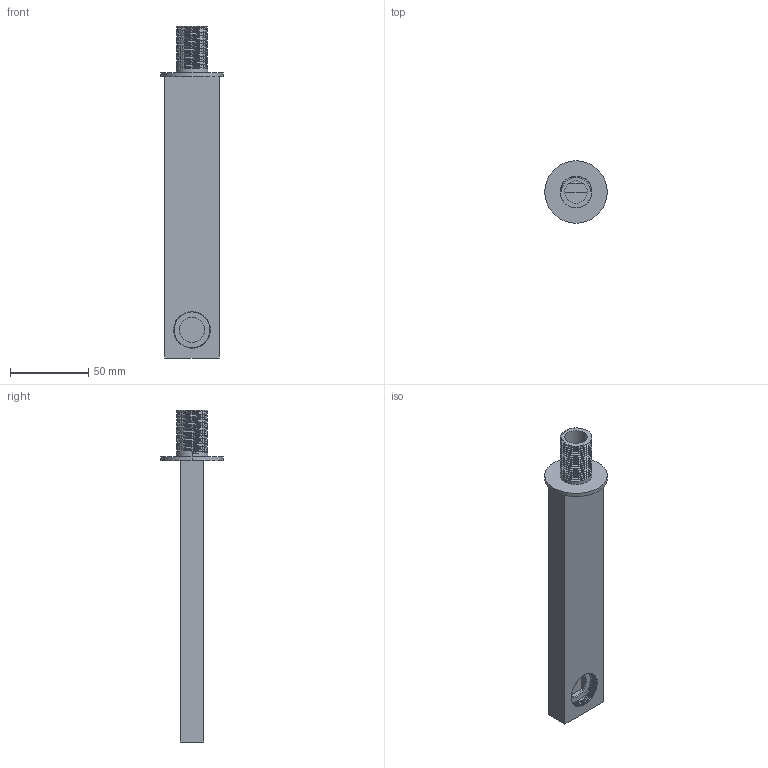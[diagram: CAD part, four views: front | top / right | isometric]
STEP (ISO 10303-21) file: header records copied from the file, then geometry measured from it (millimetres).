
FILE_DESCRIPTION (( 'STEP AP214' ), '1' );
FILE_NAME ('TO232-TO232.MB_Bath Spout_v10718.STEP', '2022-11-30T08:46:37', ( '' ), ( '' ), 'SwSTEP 2.0', 'SolidWorks 2019', '' );
FILE_SCHEMA (( 'AUTOMOTIVE_DESIGN' ));
Length unit declared in the file: millimetre
Products named in the file (1): TO232-TO232.MB_Bath Spout_v10718
Bounding box: 40 x 40 x 212.5 mm (x, y, z)
Volume: 76956.3 mm3; surface area: 34994 mm2
Topology: 1 solids, 1 shells, 80 faces, 215 edges, 141 vertices
Faces by surface type: cylinder 52, plane 23, bspline 5
Entity records: 5641 total; most frequent: CARTESIAN_POINT 3891, ORIENTED_EDGE 430, DIRECTION 289, EDGE_CURVE 215, VERTEX_POINT 141, AXIS2_PLACEMENT_3D 98, LINE 93, VECTOR 93
